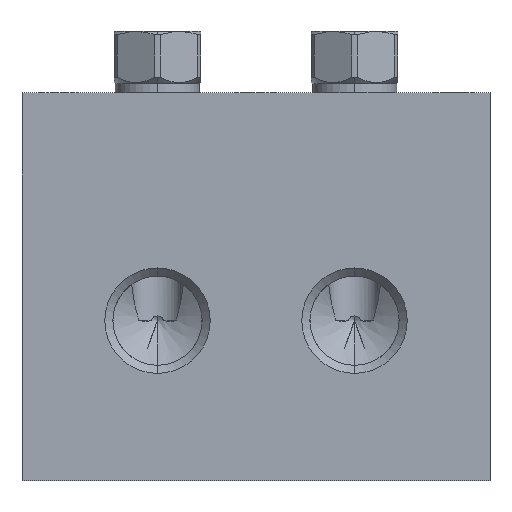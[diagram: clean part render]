
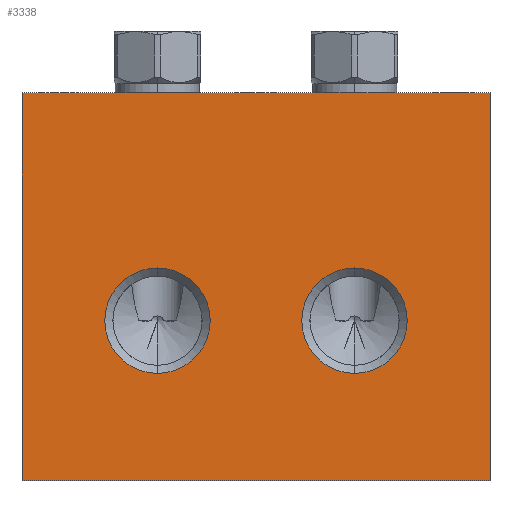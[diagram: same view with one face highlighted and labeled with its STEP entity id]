
A CAD part, front view. The second image highlights one B-rep face of the part: STEP entity #3338.
In plain terms, the highlighted planar face has unit normal (0, -1, 0).
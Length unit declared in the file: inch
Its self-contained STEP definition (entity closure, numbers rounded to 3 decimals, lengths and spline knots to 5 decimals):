
#5=DIRECTION('',(1.,0.,0.));
#6=VECTOR('',#5,4.75);
#7=CARTESIAN_POINT('',(0.,-3.,0.));
#8=LINE('',#7,#6);
#105=DIRECTION('',(0.,0.,1.));
#106=VECTOR('',#105,3.938);
#107=CARTESIAN_POINT('',(4.75,-3.,0.));
#108=LINE('',#107,#106);
#119=DIRECTION('',(0.,0.,1.));
#120=VECTOR('',#119,3.938);
#121=CARTESIAN_POINT('',(0.,-3.,0.));
#122=LINE('',#121,#120);
#123=CARTESIAN_POINT('',(1.375,-3.,1.625));
#124=DIRECTION('',(0.,1.,0.));
#125=DIRECTION('',(0.,0.,-1.));
#126=AXIS2_PLACEMENT_3D('',#123,#124,#125);
#128=CARTESIAN_POINT('',(1.375,-3.,1.625));
#129=DIRECTION('',(0.,1.,0.));
#130=DIRECTION('',(0.,0.,1.));
#131=AXIS2_PLACEMENT_3D('',#128,#129,#130);
#133=CARTESIAN_POINT('',(3.375,-3.,1.625));
#134=DIRECTION('',(0.,1.,0.));
#135=DIRECTION('',(0.,0.,-1.));
#136=AXIS2_PLACEMENT_3D('',#133,#134,#135);
#138=CARTESIAN_POINT('',(3.375,-3.,1.625));
#139=DIRECTION('',(0.,1.,0.));
#140=DIRECTION('',(0.,0.,1.));
#141=AXIS2_PLACEMENT_3D('',#138,#139,#140);
#155=DIRECTION('',(1.,0.,0.));
#156=VECTOR('',#155,4.75);
#157=CARTESIAN_POINT('',(0.,-3.,3.938));
#158=LINE('',#157,#156);
#2802=CARTESIAN_POINT('',(0.,-3.,0.));
#2804=VERTEX_POINT('',#2802);
#2805=CARTESIAN_POINT('',(4.75,-3.,0.));
#2806=VERTEX_POINT('',#2805);
#2810=CARTESIAN_POINT('',(0.,-3.,3.938));
#2812=VERTEX_POINT('',#2810);
#2813=CARTESIAN_POINT('',(4.75,-3.,3.938));
#2814=VERTEX_POINT('',#2813);
#3051=CARTESIAN_POINT('',(1.375,-3.,2.16));
#3053=VERTEX_POINT('',#3051);
#3055=CARTESIAN_POINT('',(1.375,-3.,1.09));
#3056=VERTEX_POINT('',#3055);
#3077=CARTESIAN_POINT('',(3.375,-3.,2.16));
#3079=VERTEX_POINT('',#3077);
#3081=CARTESIAN_POINT('',(3.375,-3.,1.09));
#3082=VERTEX_POINT('',#3081);
#3314=CARTESIAN_POINT('',(0.,-3.,0.));
#3315=DIRECTION('',(0.,-1.,0.));
#3316=DIRECTION('',(1.,0.,0.));
#3317=AXIS2_PLACEMENT_3D('',#3314,#3315,#3316);
#3318=PLANE('',#3317);
#3319=ORIENTED_EDGE('',*,*,#3208,.F.);
#3320=ORIENTED_EDGE('',*,*,#3275,.T.);
#3322=ORIENTED_EDGE('',*,*,#3321,.T.);
#3323=ORIENTED_EDGE('',*,*,#3300,.F.);
#3324=EDGE_LOOP('',(#3319,#3320,#3322,#3323));
#3325=FACE_OUTER_BOUND('',#3324,.F.);
#3327=ORIENTED_EDGE('',*,*,#3326,.F.);
#3329=ORIENTED_EDGE('',*,*,#3328,.F.);
#3330=EDGE_LOOP('',(#3327,#3329));
#3331=FACE_BOUND('',#3330,.F.);
#3333=ORIENTED_EDGE('',*,*,#3332,.F.);
#3335=ORIENTED_EDGE('',*,*,#3334,.F.);
#3336=EDGE_LOOP('',(#3333,#3335));
#3337=FACE_BOUND('',#3336,.F.);
#3338=ADVANCED_FACE('',(#3325,#3331,#3337),#3318,.T.);
#127=CIRCLE('',#126,0.535);
#132=CIRCLE('',#131,0.535);
#137=CIRCLE('',#136,0.535);
#142=CIRCLE('',#141,0.535);
#3208=EDGE_CURVE('',#2804,#2806,#8,.T.);
#3275=EDGE_CURVE('',#2804,#2812,#122,.T.);
#3300=EDGE_CURVE('',#2806,#2814,#108,.T.);
#3321=EDGE_CURVE('',#2812,#2814,#158,.T.);
#3326=EDGE_CURVE('',#3056,#3053,#127,.T.);
#3328=EDGE_CURVE('',#3053,#3056,#132,.T.);
#3332=EDGE_CURVE('',#3082,#3079,#137,.T.);
#3334=EDGE_CURVE('',#3079,#3082,#142,.T.);
